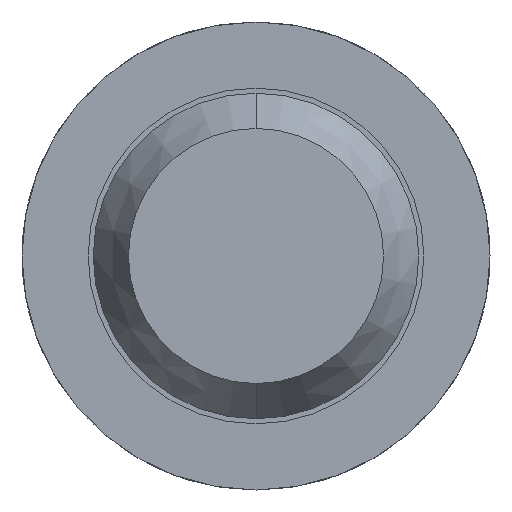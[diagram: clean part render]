
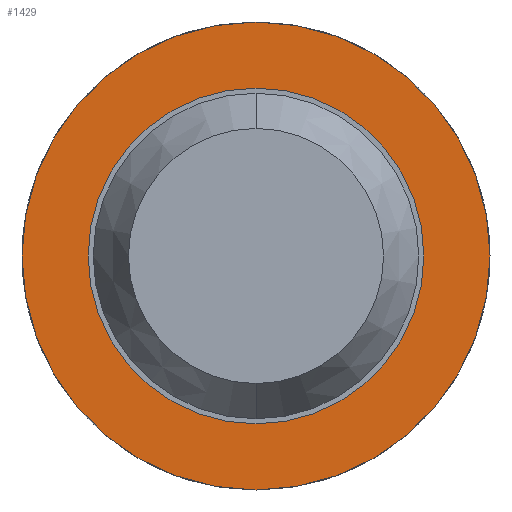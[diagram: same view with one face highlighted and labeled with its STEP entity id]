
A CAD part, front view. The second image highlights one B-rep face of the part: STEP entity #1429.
In plain terms, the highlighted planar face has unit normal (0, -1, 0).
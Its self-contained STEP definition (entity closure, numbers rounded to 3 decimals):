
#398 = DIRECTION ( 'NONE',  ( 0., 1., 0. ) ) ;
#472 = CIRCLE ( 'NONE', #3500, 1.15 ) ;
#631 = DIRECTION ( 'NONE',  ( 0., 1., 0. ) ) ;
#645 = ORIENTED_EDGE ( 'NONE', *, *, #984, .F. ) ;
#684 = DIRECTION ( 'NONE',  ( 0., 0., 1. ) ) ;
#704 = DIRECTION ( 'NONE',  ( 0., 1., 0. ) ) ;
#984 = EDGE_CURVE ( 'Defeature ausgef�hrt1_0+Defeature ausgef�hrt1_7+Defeature ausgef�hrt1_7+Defeature ausgef�hrt1_7', #2762, #2320, #472, .T. ) ;
#988 = CARTESIAN_POINT ( 'NONE',  ( 0.825, -1.7, 0. ) ) ;
#1023 = ORIENTED_EDGE ( 'NONE', *, *, #1555, .T. ) ;
#1141 = DIRECTION ( 'NONE',  ( 0., 0., 1. ) ) ;
#1429 = ADVANCED_FACE ( 'Defeature ausgef�hrt1_7', ( #2662, #4225 ), #4718, .F. ) ;
#1446 = AXIS2_PLACEMENT_3D ( 'NONE', #4764, #398, #1141 ) ;
#1555 = EDGE_CURVE ( 'Defeature ausgef�hrt1_7+Defeature ausgef�hrt1_6+Defeature ausgef�hrt1_6+Defeature ausgef�hrt1_6', #3649, #2377, #2128, .T. ) ;
#1690 = EDGE_LOOP ( 'NONE', ( #1023, #4438 ) ) ;
#1926 = ORIENTED_EDGE ( 'NONE', *, *, #2113, .F. ) ;
#2005 = CARTESIAN_POINT ( 'NONE',  ( 0., -1.7, -1.15 ) ) ;
#2021 = AXIS2_PLACEMENT_3D ( 'NONE', #2856, #631, #684 ) ;
#2113 = EDGE_CURVE ( 'Defeature ausgef�hrt1_0+Defeature ausgef�hrt1_7+Defeature ausgef�hrt1_7+Defeature ausgef�hrt1_7', #2320, #2762, #4096, .T. ) ;
#2128 = CIRCLE ( 'NONE', #3705, 0.825 ) ;
#2320 = VERTEX_POINT ( 'NONE', #2005 ) ;
#2340 = CARTESIAN_POINT ( 'NONE',  ( 0., -1.7, -0.825 ) ) ;
#2377 = VERTEX_POINT ( 'NONE', #2340 ) ;
#2460 = DIRECTION ( 'NONE',  ( 0., 0., 1. ) ) ;
#2529 = EDGE_LOOP ( 'NONE', ( #645, #1926 ) ) ;
#2570 = CARTESIAN_POINT ( 'NONE',  ( 0., -1.7, 0. ) ) ;
#2624 = AXIS2_PLACEMENT_3D ( 'NONE', #988, #4330, #2460 ) ;
#2662 = FACE_OUTER_BOUND ( 'NONE', #2529, .T. ) ;
#2762 = VERTEX_POINT ( 'NONE', #4659 ) ;
#2799 = DIRECTION ( 'NONE',  ( 0., 0., 1. ) ) ;
#2821 = DIRECTION ( 'NONE',  ( 0., 1., 0. ) ) ;
#2856 = CARTESIAN_POINT ( 'NONE',  ( 0., -1.7, 0. ) ) ;
#3339 = DIRECTION ( 'NONE',  ( 0., 0., 1. ) ) ;
#3500 = AXIS2_PLACEMENT_3D ( 'NONE', #3938, #2821, #2799 ) ;
#3649 = VERTEX_POINT ( 'NONE', #4687 ) ;
#3705 = AXIS2_PLACEMENT_3D ( 'NONE', #2570, #704, #3339 ) ;
#3938 = CARTESIAN_POINT ( 'NONE',  ( 0., -1.7, 0. ) ) ;
#4096 = CIRCLE ( 'NONE', #1446, 1.15 ) ;
#4225 = FACE_BOUND ( 'NONE', #1690, .T. ) ;
#4330 = DIRECTION ( 'NONE',  ( 0., 1., 0. ) ) ;
#4392 = EDGE_CURVE ( 'Defeature ausgef�hrt1_7+Defeature ausgef�hrt1_6+Defeature ausgef�hrt1_6+Defeature ausgef�hrt1_6', #2377, #3649, #4428, .T. ) ;
#4428 = CIRCLE ( 'NONE', #2021, 0.825 ) ;
#4438 = ORIENTED_EDGE ( 'NONE', *, *, #4392, .T. ) ;
#4659 = CARTESIAN_POINT ( 'NONE',  ( 0., -1.7, 1.15 ) ) ;
#4687 = CARTESIAN_POINT ( 'NONE',  ( 0., -1.7, 0.825 ) ) ;
#4718 = PLANE ( 'NONE',  #2624 ) ;
#4764 = CARTESIAN_POINT ( 'NONE',  ( 0., -1.7, 0. ) ) ;
